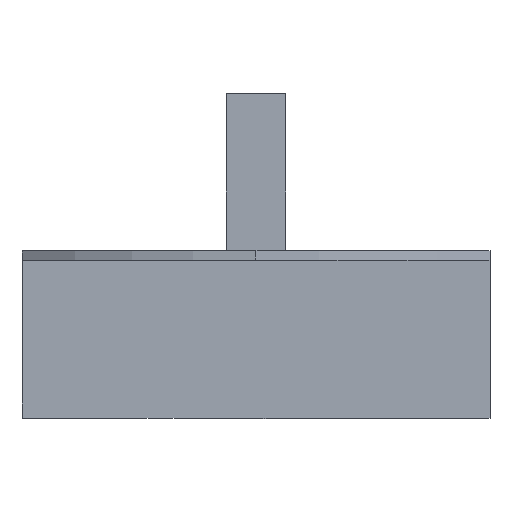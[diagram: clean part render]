
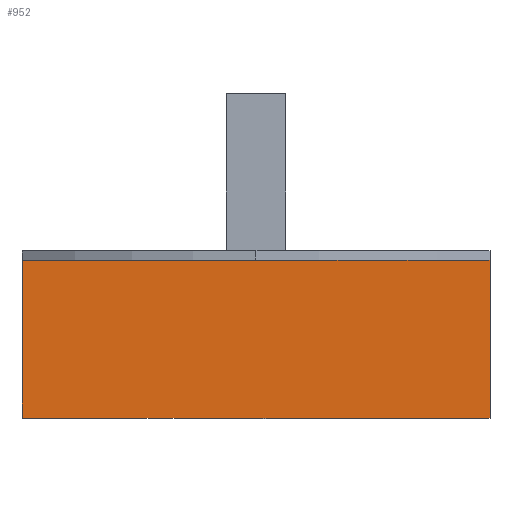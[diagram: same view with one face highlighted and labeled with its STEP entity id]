
A CAD part, top view. The second image highlights one B-rep face of the part: STEP entity #952.
In plain terms, the highlighted planar face has unit normal (0, 0, 1).
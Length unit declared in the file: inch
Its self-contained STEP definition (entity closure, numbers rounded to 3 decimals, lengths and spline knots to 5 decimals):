
#8 = CARTESIAN_POINT ( 'NONE',  ( 1.74887, 1.06571, 2.17072 ) ) ;
#13 = CARTESIAN_POINT ( 'NONE',  ( -4.55113, -1.05929, 2.17072 ) ) ;
#88 = LINE ( 'NONE', #253, #295 ) ;
#113 = CARTESIAN_POINT ( 'NONE',  ( -4.55113, -2.19425, 2.17072 ) ) ;
#163 = EDGE_CURVE ( 'NONE', #294, #305, #848, .T. ) ;
#167 = DIRECTION ( 'NONE',  ( -1., 0., 0. ) ) ;
#173 = FACE_OUTER_BOUND ( 'NONE', #1002, .T. ) ;
#176 = LINE ( 'NONE', #719, #957 ) ;
#207 = DIRECTION ( 'NONE',  ( 0., 1., 0. ) ) ;
#223 = VERTEX_POINT ( 'NONE', #336 ) ;
#253 = CARTESIAN_POINT ( 'NONE',  ( -1.40113, -1.05929, 2.17072 ) ) ;
#270 = LINE ( 'NONE', #113, #901 ) ;
#287 = CARTESIAN_POINT ( 'NONE',  ( 1.74887, -2.19425, 2.17072 ) ) ;
#290 = EDGE_CURVE ( 'NONE', #305, #223, #176, .T. ) ;
#294 = VERTEX_POINT ( 'NONE', #964 ) ;
#295 = VECTOR ( 'NONE', #730, 39.37008 ) ;
#305 = VERTEX_POINT ( 'NONE', #8 ) ;
#336 = CARTESIAN_POINT ( 'NONE',  ( -4.55113, 1.06571, 2.17072 ) ) ;
#345 = VECTOR ( 'NONE', #207, 39.37008 ) ;
#364 = EDGE_CURVE ( 'NONE', #873, #223, #270, .T. ) ;
#500 = DIRECTION ( 'NONE',  ( 0., 0., -1. ) ) ;
#553 = AXIS2_PLACEMENT_3D ( 'NONE', #883, #500, #666 ) ;
#591 = ORIENTED_EDGE ( 'NONE', *, *, #863, .T. ) ;
#666 = DIRECTION ( 'NONE',  ( -1., 0., 0. ) ) ;
#671 = DIRECTION ( 'NONE',  ( 0., 1., 0. ) ) ;
#719 = CARTESIAN_POINT ( 'NONE',  ( 1.74887, 1.06571, 2.17072 ) ) ;
#730 = DIRECTION ( 'NONE',  ( 1., 0., 0. ) ) ;
#844 = ORIENTED_EDGE ( 'NONE', *, *, #163, .T. ) ;
#848 = LINE ( 'NONE', #287, #345 ) ;
#851 = ORIENTED_EDGE ( 'NONE', *, *, #290, .T. ) ;
#863 = EDGE_CURVE ( 'NONE', #873, #294, #88, .T. ) ;
#873 = VERTEX_POINT ( 'NONE', #13 ) ;
#877 = ORIENTED_EDGE ( 'NONE', *, *, #364, .F. ) ;
#883 = CARTESIAN_POINT ( 'NONE',  ( -1.40113, 3.31571, 2.17072 ) ) ;
#901 = VECTOR ( 'NONE', #671, 39.37008 ) ;
#952 = ADVANCED_FACE ( 'NONE', ( #173 ), #958, .F. ) ;
#957 = VECTOR ( 'NONE', #167, 39.37008 ) ;
#958 = PLANE ( 'NONE',  #553 ) ;
#964 = CARTESIAN_POINT ( 'NONE',  ( 1.74887, -1.05929, 2.17072 ) ) ;
#1002 = EDGE_LOOP ( 'NONE', ( #851, #877, #591, #844 ) ) ;
